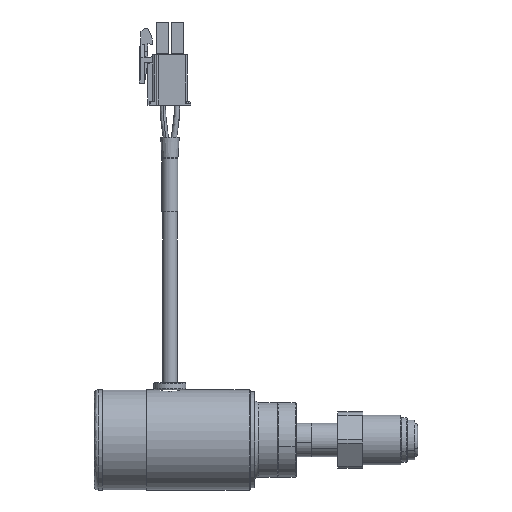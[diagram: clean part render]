
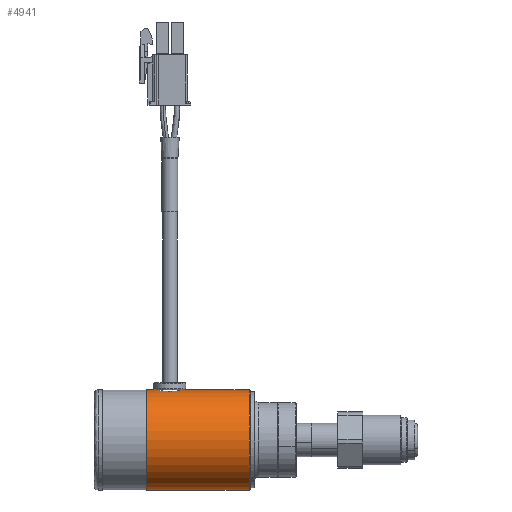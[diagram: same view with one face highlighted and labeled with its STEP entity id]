
A CAD part, left-side view. The second image highlights one B-rep face of the part: STEP entity #4941.
In plain terms, the highlighted cylindrical face has radius 14.287 mm (diameter 28.575 mm), a partial arc.
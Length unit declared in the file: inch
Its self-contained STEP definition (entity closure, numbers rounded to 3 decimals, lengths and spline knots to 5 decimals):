
#225 = AXIS2_PLACEMENT_3D ( 'NONE', #4639, #15967, #6268 ) ;
#1138 = VERTEX_POINT ( 'NONE', #8098 ) ;
#1327 = CARTESIAN_POINT ( 'NONE',  ( -0.04525, 2.29304, 0.56074 ) ) ;
#1362 = DIRECTION ( 'NONE',  ( 0., -1., 0. ) ) ;
#1392 = CARTESIAN_POINT ( 'NONE',  ( -0.14, 2.43513, 0.5448 ) ) ;
#1447 = CARTESIAN_POINT ( 'NONE',  ( 0., 2.68984, 0.5625 ) ) ;
#1455 = CARTESIAN_POINT ( 'NONE',  ( -0.03656, 2.5613, 0.56138 ) ) ;
#1803 = VECTOR ( 'NONE', #3093, 39.37008 ) ;
#1874 = EDGE_CURVE ( 'NONE', #14335, #1138, #8152, .T. ) ;
#2675 = CARTESIAN_POINT ( 'NONE',  ( 0., 2.68984, 0.5625 ) ) ;
#2819 = EDGE_CURVE ( 'NONE', #16406, #14058, #13748, .T. ) ;
#2964 = CARTESIAN_POINT ( 'NONE',  ( -0.0702, 2.30437, 0.55815 ) ) ;
#2969 = AXIS2_PLACEMENT_3D ( 'NONE', #6614, #17937, #8232 ) ;
#3035 = CARTESIAN_POINT ( 'NONE',  ( -0.13551, 2.46218, 0.54594 ) ) ;
#3093 = DIRECTION ( 'NONE',  ( 0., -1., 0. ) ) ;
#3107 = CARTESIAN_POINT ( 'NONE',  ( -0.00928, 2.56584, 0.5625 ) ) ;
#3474 = DIRECTION ( 'NONE',  ( 0., -1., 0. ) ) ;
#3710 = CARTESIAN_POINT ( 'NONE',  ( 0., 2.68984, -0.5625 ) ) ;
#4378 = CARTESIAN_POINT ( 'NONE',  ( 0., 2.28584, 0.5625 ) ) ;
#4541 = CIRCLE ( 'NONE', #225, 0.5625 ) ;
#4613 = CARTESIAN_POINT ( 'NONE',  ( -0.09255, 2.3204, 0.55487 ) ) ;
#4639 = CARTESIAN_POINT ( 'NONE',  ( 0., 1.53584, 0. ) ) ;
#4683 = CARTESIAN_POINT ( 'NONE',  ( -0.12577, 2.48801, 0.54827 ) ) ;
#4716 = VECTOR ( 'NONE', #13356, 39.37008 ) ;
#4941 = ADVANCED_FACE ( 'NONE', ( #5536 ), #13649, .T. ) ;
#5536 = FACE_OUTER_BOUND ( 'NONE', #7205, .T. ) ;
#6187 = CARTESIAN_POINT ( 'NONE',  ( -0.00928, 2.28584, 0.5625 ) ) ;
#6247 = CARTESIAN_POINT ( 'NONE',  ( -0.11118, 2.34027, 0.55143 ) ) ;
#6268 = DIRECTION ( 'NONE',  ( 0., 0., 1. ) ) ;
#6310 = CARTESIAN_POINT ( 'NONE',  ( -0.11133, 2.51122, 0.5514 ) ) ;
#6614 = CARTESIAN_POINT ( 'NONE',  ( 0., 2.68984, 0. ) ) ;
#6717 = ORIENTED_EDGE ( 'NONE', *, *, #2819, .T. ) ;
#7205 = EDGE_LOOP ( 'NONE', ( #6717, #13061, #10585, #16362, #20671, #20618 ) ) ;
#7348 = EDGE_CURVE ( 'NONE', #14058, #11248, #17649, .T. ) ;
#7738 = CARTESIAN_POINT ( 'NONE',  ( 0., 2.28584, 0.5625 ) ) ;
#7873 = CARTESIAN_POINT ( 'NONE',  ( -0.12575, 2.36362, 0.54828 ) ) ;
#7945 = CARTESIAN_POINT ( 'NONE',  ( -0.0926, 2.53123, 0.55486 ) ) ;
#8098 = CARTESIAN_POINT ( 'NONE',  ( 0., 1.53584, 0.5625 ) ) ;
#8152 = LINE ( 'NONE', #20715, #20569 ) ;
#8231 = CARTESIAN_POINT ( 'NONE',  ( 0., 1.53584, -0.5625 ) ) ;
#8232 = DIRECTION ( 'NONE',  ( 0., 0., 1. ) ) ;
#9492 = CARTESIAN_POINT ( 'NONE',  ( -0.13546, 2.38928, 0.54595 ) ) ;
#9495 = EDGE_CURVE ( 'NONE', #16406, #12451, #13751, .T. ) ;
#9557 = CARTESIAN_POINT ( 'NONE',  ( -0.07031, 2.54725, 0.55814 ) ) ;
#10585 = ORIENTED_EDGE ( 'NONE', *, *, #11104, .T. ) ;
#11048 = CARTESIAN_POINT ( 'NONE',  ( -0.03634, 2.29033, 0.5614 ) ) ;
#11104 = EDGE_CURVE ( 'NONE', #11248, #1138, #4541, .T. ) ;
#11119 = CARTESIAN_POINT ( 'NONE',  ( -0.14, 2.41656, 0.5448 ) ) ;
#11193 = CARTESIAN_POINT ( 'NONE',  ( -0.04541, 2.55858, 0.56073 ) ) ;
#11248 = VERTEX_POINT ( 'NONE', #8231 ) ;
#11542 = EDGE_CURVE ( 'NONE', #14335, #12451, #12946, .T. ) ;
#12451 = VERTEX_POINT ( 'NONE', #20606 ) ;
#12690 = CARTESIAN_POINT ( 'NONE',  ( -0.06218, 2.30007, 0.55912 ) ) ;
#12756 = CARTESIAN_POINT ( 'NONE',  ( -0.13909, 2.44425, 0.54504 ) ) ;
#12819 = CARTESIAN_POINT ( 'NONE',  ( -0.01845, 2.56493, 0.56227 ) ) ;
#12946 = B_SPLINE_CURVE_WITH_KNOTS ( 'NONE', 3,
 ( #7738, #6187, #20751, #11048, #1327, #12690, #2964, #14315, #4613, #15936, #6247, #17588, #7873, #19188, #9492, #20829, #11119, #1392, #12756, #3035, #14375, #4683, #16019, #6310, #17647, #7945, #19258, #9557, #20892, #11193, #1455, #12819, #3107, #14445 ),
 .UNSPECIFIED., .F., .F.,
 ( 4, 2, 2, 2, 2, 2, 2, 2, 2, 2, 2, 2, 2, 2, 2, 2, 4 ),
 ( 0., 0.0007, 0.00139, 0.00209, 0.00279, 0.00349, 0.00418, 0.00488, 0.00558, 0.00627, 0.00697, 0.00767, 0.00837, 0.00906, 0.00976, 0.01046, 0.01115 ),
 .UNSPECIFIED. ) ;
#13061 = ORIENTED_EDGE ( 'NONE', *, *, #7348, .T. ) ;
#13356 = DIRECTION ( 'NONE',  ( 0., -1., 0. ) ) ;
#13649 = CYLINDRICAL_SURFACE ( 'NONE', #17592, 0.5625 ) ;
#13748 = CIRCLE ( 'NONE', #2969, 0.5625 ) ;
#13751 = LINE ( 'NONE', #1447, #1803 ) ;
#14058 = VERTEX_POINT ( 'NONE', #3710 ) ;
#14315 = CARTESIAN_POINT ( 'NONE',  ( -0.08539, 2.31452, 0.55603 ) ) ;
#14335 = VERTEX_POINT ( 'NONE', #4378 ) ;
#14375 = CARTESIAN_POINT ( 'NONE',  ( -0.1328, 2.47108, 0.54661 ) ) ;
#14445 = CARTESIAN_POINT ( 'NONE',  ( 0., 2.56584, 0.5625 ) ) ;
#14842 = CARTESIAN_POINT ( 'NONE',  ( 0., 2.68984, 0. ) ) ;
#15936 = CARTESIAN_POINT ( 'NONE',  ( -0.1054, 2.33325, 0.55258 ) ) ;
#15967 = DIRECTION ( 'NONE',  ( 0., 1., 0. ) ) ;
#16019 = CARTESIAN_POINT ( 'NONE',  ( -0.12147, 2.49603, 0.54925 ) ) ;
#16362 = ORIENTED_EDGE ( 'NONE', *, *, #1874, .F. ) ;
#16406 = VERTEX_POINT ( 'NONE', #2675 ) ;
#17588 = CARTESIAN_POINT ( 'NONE',  ( -0.12142, 2.35554, 0.54926 ) ) ;
#17592 = AXIS2_PLACEMENT_3D ( 'NONE', #14842, #3474, #18103 ) ;
#17647 = CARTESIAN_POINT ( 'NONE',  ( -0.10545, 2.51838, 0.55257 ) ) ;
#17649 = LINE ( 'NONE', #19807, #4716 ) ;
#17937 = DIRECTION ( 'NONE',  ( 0., -1., 0. ) ) ;
#18103 = DIRECTION ( 'NONE',  ( 0., 0., 1. ) ) ;
#19188 = CARTESIAN_POINT ( 'NONE',  ( -0.13275, 2.38044, 0.54662 ) ) ;
#19258 = CARTESIAN_POINT ( 'NONE',  ( -0.08558, 2.53702, 0.556 ) ) ;
#19807 = CARTESIAN_POINT ( 'NONE',  ( 0., 2.68984, -0.5625 ) ) ;
#20569 = VECTOR ( 'NONE', #1362, 39.37008 ) ;
#20606 = CARTESIAN_POINT ( 'NONE',  ( 0., 2.56584, 0.5625 ) ) ;
#20618 = ORIENTED_EDGE ( 'NONE', *, *, #9495, .F. ) ;
#20671 = ORIENTED_EDGE ( 'NONE', *, *, #11542, .T. ) ;
#20715 = CARTESIAN_POINT ( 'NONE',  ( 0., 2.68984, 0.5625 ) ) ;
#20751 = CARTESIAN_POINT ( 'NONE',  ( -0.0184, 2.28675, 0.56227 ) ) ;
#20829 = CARTESIAN_POINT ( 'NONE',  ( -0.13909, 2.40739, 0.54504 ) ) ;
#20892 = CARTESIAN_POINT ( 'NONE',  ( -0.06222, 2.55158, 0.55911 ) ) ;
